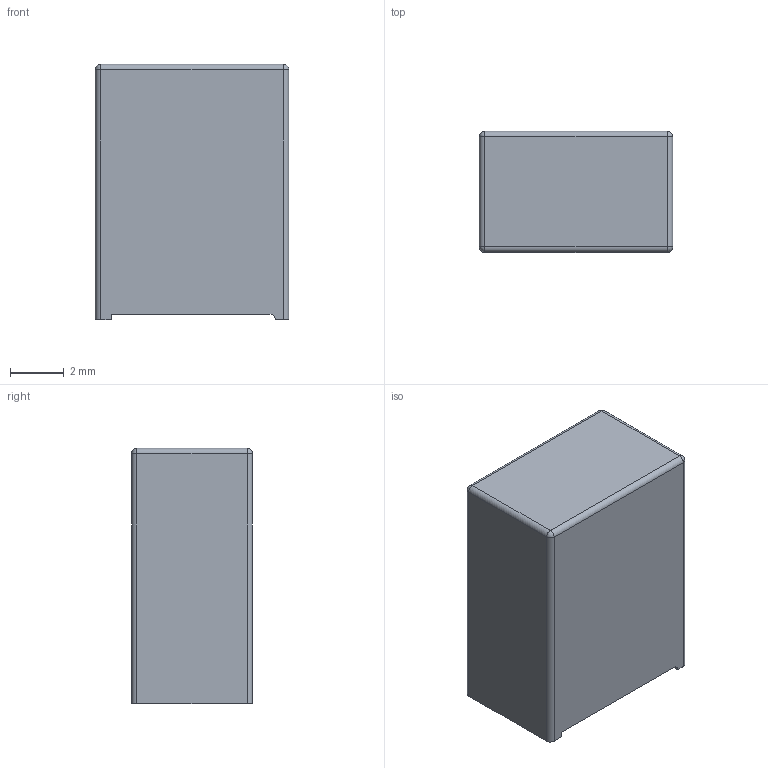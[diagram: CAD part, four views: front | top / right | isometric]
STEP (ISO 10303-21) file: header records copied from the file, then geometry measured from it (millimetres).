
FILE_DESCRIPTION(('FreeCAD Model'),'2;1');
FILE_NAME('Wima_Capacitor_7.2mm_x_4.5mm_x_9.5mm_5.0mm_lead_spacing.step', '2018-10-24T01:15:05',('Author'),(''), 'Open CASCADE STEP processor 7.2','FreeCAD','Unknown');
FILE_SCHEMA(('AUTOMOTIVE_DESIGN_CC2 { 1 2 10303 214 -1 1 5 4 }'));
Length unit declared in the file: millimetre
Products named in the file (1): difference_(Solid)
Bounding box: 7.2 x 4.5 x 9.5 mm (x, y, z)
Volume: 301.8 mm3; surface area: 280.9 mm2
Topology: 1 solids, 1 shells, 46 faces, 96 edges, 48 vertices
Faces by surface type: plane 33, cylinder 9, sphere 4
Entity records: 1167 total; most frequent: DIRECTION 216, CARTESIAN_POINT 187, ORIENTED_EDGE 184, EDGE_CURVE 92, AXIS2_PLACEMENT_3D 77, LINE 62, VECTOR 62, VERTEX_POINT 48
